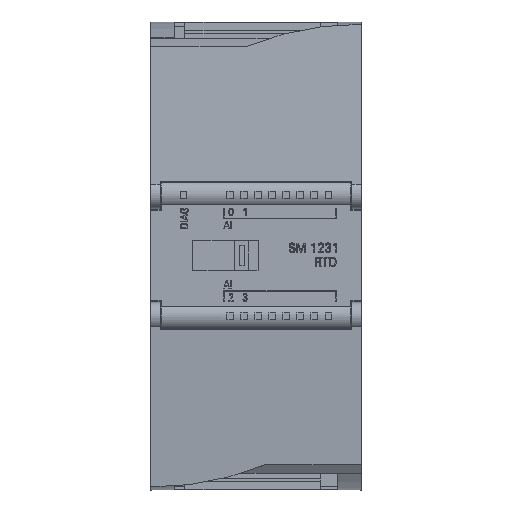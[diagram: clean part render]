
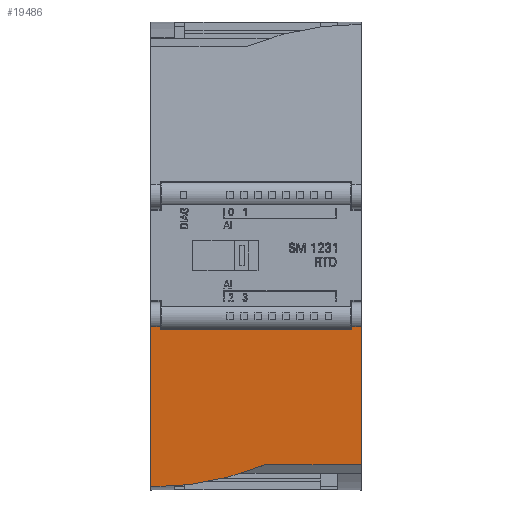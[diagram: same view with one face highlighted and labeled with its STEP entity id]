
A CAD part, top view. The second image highlights one B-rep face of the part: STEP entity #19486.
In plain terms, the highlighted face is planar.
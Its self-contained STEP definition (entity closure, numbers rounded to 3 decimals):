
#1081=CIRCLE('',#58441,62.647);
#19486=ADVANCED_FACE('131',(#23668),#21626,.F.);
#21626=PLANE('',#58442);
#23668=FACE_OUTER_BOUND('',#25990,.T.);
#25990=EDGE_LOOP('',(#31560,#31561,#31562,#31563,#31564,#31565,#31566,#31567,
#31568));
#31560=ORIENTED_EDGE('',*,*,#44159,.T.);
#31561=ORIENTED_EDGE('',*,*,#44147,.T.);
#31562=ORIENTED_EDGE('',*,*,#44169,.T.);
#31563=ORIENTED_EDGE('',*,*,#44155,.T.);
#31564=ORIENTED_EDGE('',*,*,#44167,.T.);
#31565=ORIENTED_EDGE('',*,*,#44170,.T.);
#31566=ORIENTED_EDGE('',*,*,#44171,.T.);
#31567=ORIENTED_EDGE('',*,*,#44172,.F.);
#31568=ORIENTED_EDGE('',*,*,#44173,.F.);
#39825=VERTEX_POINT('',#73899);
#39826=VERTEX_POINT('',#73901);
#39833=VERTEX_POINT('',#73916);
#39834=VERTEX_POINT('',#73918);
#39837=VERTEX_POINT('',#73926);
#39842=VERTEX_POINT('',#73941);
#39843=VERTEX_POINT('',#73946);
#39844=VERTEX_POINT('',#73948);
#39845=VERTEX_POINT('',#73950);
#44147=EDGE_CURVE('',#39826,#39825,#49398,.T.);
#44155=EDGE_CURVE('',#39834,#39833,#49403,.T.);
#44159=EDGE_CURVE('',#39837,#39826,#49406,.T.);
#44167=EDGE_CURVE('',#39833,#39842,#49413,.T.);
#44169=EDGE_CURVE('',#39825,#39834,#49414,.T.);
#44170=EDGE_CURVE('',#39842,#39843,#49415,.T.);
#44171=EDGE_CURVE('',#39843,#39844,#1081,.T.);
#44172=EDGE_CURVE('',#39845,#39844,#49416,.T.);
#44173=EDGE_CURVE('',#39837,#39845,#49417,.T.);
#49398=LINE('',#73900,#54292);
#49403=LINE('',#73917,#54297);
#49406=LINE('',#73925,#54300);
#49413=LINE('',#73940,#54307);
#49414=LINE('',#73944,#54308);
#49415=LINE('',#73945,#54309);
#49416=LINE('',#73949,#54310);
#49417=LINE('',#73951,#54311);
#54292=VECTOR('',#63498,1.);
#54297=VECTOR('',#63511,1.);
#54300=VECTOR('',#63518,1.);
#54307=VECTOR('',#63531,1.);
#54308=VECTOR('',#63536,1.);
#54309=VECTOR('',#63537,1.);
#54310=VECTOR('',#63540,1.);
#54311=VECTOR('',#63541,1.);
#58441=AXIS2_PLACEMENT_3D('',#73947,#63538,#63539);
#58442=AXIS2_PLACEMENT_3D('',#73952,#63542,#63543);
#63498=DIRECTION('',(0.,-0.071,0.997));
#63511=DIRECTION('',(0.,0.071,-0.997));
#63518=DIRECTION('',(-1.,0.,0.));
#63531=DIRECTION('',(-1.,0.,0.));
#63536=DIRECTION('',(-1.,0.,0.));
#63537=DIRECTION('',(0.,-0.071,0.997));
#63538=DIRECTION('',(0.,0.997,0.071));
#63539=DIRECTION('',(-1.,0.,0.));
#63540=DIRECTION('',(-1.,0.,0.));
#63541=DIRECTION('',(0.,-0.071,0.997));
#63542=DIRECTION('',(0.,-0.997,-0.071));
#63543=DIRECTION('',(0.,0.071,-0.997));
#73899=CARTESIAN_POINT('',(20.5,1.991,2.74));
#73900=CARTESIAN_POINT('',(20.5,2.029,2.214));
#73901=CARTESIAN_POINT('',(20.5,2.029,2.214));
#73916=CARTESIAN_POINT('',(-20.5,2.029,2.214));
#73917=CARTESIAN_POINT('',(-20.5,2.029,2.214));
#73918=CARTESIAN_POINT('',(-20.5,1.991,2.74));
#73925=CARTESIAN_POINT('',(22.5,2.029,2.214));
#73926=CARTESIAN_POINT('',(22.5,2.029,2.214));
#73940=CARTESIAN_POINT('',(22.5,2.029,2.214));
#73941=CARTESIAN_POINT('',(-22.5,2.029,2.214));
#73944=CARTESIAN_POINT('',(22.5,1.991,2.74));
#73945=CARTESIAN_POINT('',(-22.5,2.029,2.214));
#73946=CARTESIAN_POINT('',(-22.5,-0.419,36.456));
#73947=CARTESIAN_POINT('',(-21.962,4.048,-26.029));
#73948=CARTESIAN_POINT('',(1.877,-0.083,31.757));
#73949=CARTESIAN_POINT('',(22.5,-0.083,31.757));
#73950=CARTESIAN_POINT('',(22.5,-0.083,31.757));
#73951=CARTESIAN_POINT('',(22.5,2.029,2.214));
#73952=CARTESIAN_POINT('',(22.5,2.029,2.214));
